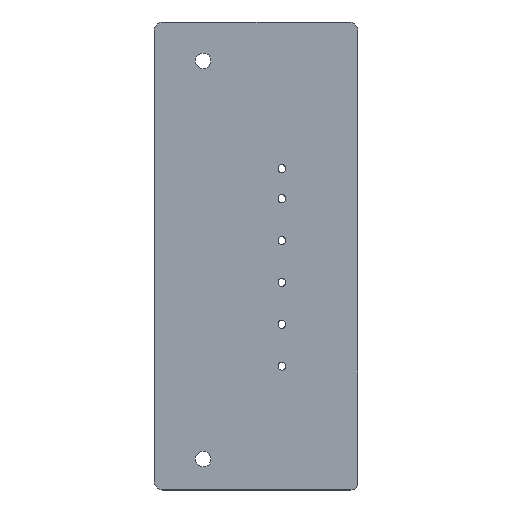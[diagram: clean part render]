
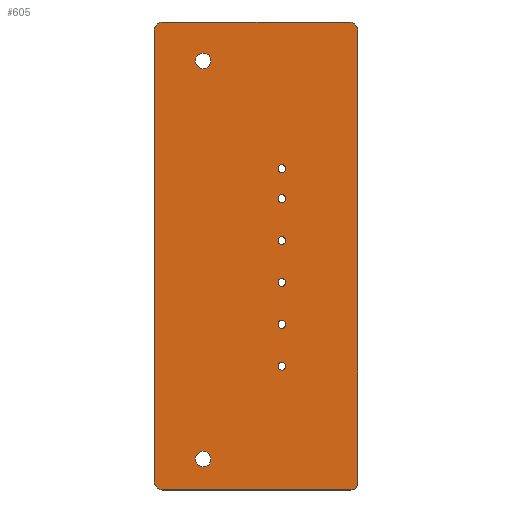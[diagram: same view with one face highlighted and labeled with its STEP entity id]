
A CAD part, top view. The second image highlights one B-rep face of the part: STEP entity #605.
In plain terms, the highlighted planar face has unit normal (0, 0, 1).
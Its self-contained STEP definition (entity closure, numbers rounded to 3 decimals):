
#52 = VERTEX_POINT('',#53);
#53 = CARTESIAN_POINT('',(1.075,0.127,0.411));
#59 = EDGE_CURVE('',#52,#60,#62,.T.);
#60 = VERTEX_POINT('',#61);
#61 = CARTESIAN_POINT('',(0.,1.202,0.411));
#62 = CIRCLE('',#63,1.075);
#63 = AXIS2_PLACEMENT_3D('',#64,#65,#66);
#64 = CARTESIAN_POINT('',(1.075,1.202,0.411));
#65 = DIRECTION('',(0.,0.,-1.));
#66 = DIRECTION('',(0.,-1.,0.));
#92 = EDGE_CURVE('',#60,#93,#95,.T.);
#93 = VERTEX_POINT('',#94);
#94 = CARTESIAN_POINT('',(0.,58.615,0.411)
  );
#95 = LINE('',#96,#97);
#96 = CARTESIAN_POINT('',(0.,1.202,0.411));
#97 = VECTOR('',#98,1.);
#98 = DIRECTION('',(0.,1.,0.));
#123 = EDGE_CURVE('',#93,#124,#126,.T.);
#124 = VERTEX_POINT('',#125);
#125 = CARTESIAN_POINT('',(1.075,59.69,0.411));
#126 = CIRCLE('',#127,1.075);
#127 = AXIS2_PLACEMENT_3D('',#128,#129,#130);
#128 = CARTESIAN_POINT('',(1.075,58.615,0.411));
#129 = DIRECTION('',(0.,0.,-1.));
#130 = DIRECTION('',(-1.,0.,0.));
#156 = EDGE_CURVE('',#124,#157,#159,.T.);
#157 = VERTEX_POINT('',#158);
#158 = CARTESIAN_POINT('',(24.833,59.69,0.411));
#159 = LINE('',#160,#161);
#160 = CARTESIAN_POINT('',(1.075,59.69,0.411));
#161 = VECTOR('',#162,1.);
#162 = DIRECTION('',(1.,0.,0.));
#187 = EDGE_CURVE('',#157,#188,#190,.T.);
#188 = VERTEX_POINT('',#189);
#189 = CARTESIAN_POINT('',(25.908,58.615,0.411));
#190 = CIRCLE('',#191,1.075);
#191 = AXIS2_PLACEMENT_3D('',#192,#193,#194);
#192 = CARTESIAN_POINT('',(24.833,58.615,0.411));
#193 = DIRECTION('',(0.,0.,-1.));
#194 = DIRECTION('',(0.,1.,0.));
#220 = EDGE_CURVE('',#188,#221,#223,.T.);
#221 = VERTEX_POINT('',#222);
#222 = CARTESIAN_POINT('',(25.908,0.994,0.411));
#223 = LINE('',#224,#225);
#224 = CARTESIAN_POINT('',(25.908,58.615,0.411));
#225 = VECTOR('',#226,1.);
#226 = DIRECTION('',(0.,-1.,0.));
#251 = EDGE_CURVE('',#221,#252,#254,.T.);
#252 = VERTEX_POINT('',#253);
#253 = CARTESIAN_POINT('',(25.041,0.127,0.411));
#254 = CIRCLE('',#255,0.867);
#255 = AXIS2_PLACEMENT_3D('',#256,#257,#258);
#256 = CARTESIAN_POINT('',(25.041,0.994,0.411));
#257 = DIRECTION('',(0.,0.,-1.));
#258 = DIRECTION('',(1.,0.,0.));
#284 = EDGE_CURVE('',#252,#52,#285,.T.);
#285 = LINE('',#286,#287);
#286 = CARTESIAN_POINT('',(25.041,0.127,0.411));
#287 = VECTOR('',#288,1.);
#288 = DIRECTION('',(-1.,0.,0.));
#308 = VERTEX_POINT('',#309);
#309 = CARTESIAN_POINT('',(7.223,4.064,0.411));
#315 = EDGE_CURVE('',#308,#308,#316,.T.);
#316 = CIRCLE('',#317,1.);
#317 = AXIS2_PLACEMENT_3D('',#318,#319,#320);
#318 = CARTESIAN_POINT('',(6.223,4.064,0.411));
#319 = DIRECTION('',(0.,0.,1.));
#320 = DIRECTION('',(1.,0.,0.));
#341 = VERTEX_POINT('',#342);
#342 = CARTESIAN_POINT('',(16.756,37.211,0.411));
#348 = EDGE_CURVE('',#341,#341,#349,.T.);
#349 = CIRCLE('',#350,0.5);
#350 = AXIS2_PLACEMENT_3D('',#351,#352,#353);
#351 = CARTESIAN_POINT('',(16.256,37.211,0.411));
#352 = DIRECTION('',(0.,0.,1.));
#353 = DIRECTION('',(1.,0.,0.));
#374 = VERTEX_POINT('',#375);
#375 = CARTESIAN_POINT('',(7.223,54.737,0.411));
#381 = EDGE_CURVE('',#374,#374,#382,.T.);
#382 = CIRCLE('',#383,1.);
#383 = AXIS2_PLACEMENT_3D('',#384,#385,#386);
#384 = CARTESIAN_POINT('',(6.223,54.737,0.411));
#385 = DIRECTION('',(0.,0.,1.));
#386 = DIRECTION('',(1.,0.,0.));
#407 = VERTEX_POINT('',#408);
#408 = CARTESIAN_POINT('',(16.756,41.021,0.411));
#414 = EDGE_CURVE('',#407,#407,#415,.T.);
#415 = CIRCLE('',#416,0.5);
#416 = AXIS2_PLACEMENT_3D('',#417,#418,#419);
#417 = CARTESIAN_POINT('',(16.256,41.021,0.411));
#418 = DIRECTION('',(0.,0.,1.));
#419 = DIRECTION('',(1.,0.,0.));
#440 = VERTEX_POINT('',#441);
#441 = CARTESIAN_POINT('',(16.756,21.209,0.411));
#447 = EDGE_CURVE('',#440,#440,#448,.T.);
#448 = CIRCLE('',#449,0.5);
#449 = AXIS2_PLACEMENT_3D('',#450,#451,#452);
#450 = CARTESIAN_POINT('',(16.256,21.209,0.411));
#451 = DIRECTION('',(0.,0.,1.));
#452 = DIRECTION('',(1.,0.,0.));
#473 = VERTEX_POINT('',#474);
#474 = CARTESIAN_POINT('',(16.756,15.875,0.411));
#480 = EDGE_CURVE('',#473,#473,#481,.T.);
#481 = CIRCLE('',#482,0.5);
#482 = AXIS2_PLACEMENT_3D('',#483,#484,#485);
#483 = CARTESIAN_POINT('',(16.256,15.875,0.411));
#484 = DIRECTION('',(0.,0.,1.));
#485 = DIRECTION('',(1.,0.,0.));
#506 = VERTEX_POINT('',#507);
#507 = CARTESIAN_POINT('',(16.756,31.877,0.411));
#513 = EDGE_CURVE('',#506,#506,#514,.T.);
#514 = CIRCLE('',#515,0.5);
#515 = AXIS2_PLACEMENT_3D('',#516,#517,#518);
#516 = CARTESIAN_POINT('',(16.256,31.877,0.411));
#517 = DIRECTION('',(0.,0.,1.));
#518 = DIRECTION('',(1.,0.,0.));
#539 = VERTEX_POINT('',#540);
#540 = CARTESIAN_POINT('',(16.756,26.543,0.411));
#546 = EDGE_CURVE('',#539,#539,#547,.T.);
#547 = CIRCLE('',#548,0.5);
#548 = AXIS2_PLACEMENT_3D('',#549,#550,#551);
#549 = CARTESIAN_POINT('',(16.256,26.543,0.411));
#550 = DIRECTION('',(0.,0.,1.));
#551 = DIRECTION('',(1.,0.,0.));
#605 = ADVANCED_FACE('',(#606,#616,#619,#622,#625,#628,#631,#634,#637),
  #640,.T.);
#606 = FACE_BOUND('',#607,.F.);
#607 = EDGE_LOOP('',(#608,#609,#610,#611,#612,#613,#614,#615));
#608 = ORIENTED_EDGE('',*,*,#59,.T.);
#609 = ORIENTED_EDGE('',*,*,#92,.T.);
#610 = ORIENTED_EDGE('',*,*,#123,.T.);
#611 = ORIENTED_EDGE('',*,*,#156,.T.);
#612 = ORIENTED_EDGE('',*,*,#187,.T.);
#613 = ORIENTED_EDGE('',*,*,#220,.T.);
#614 = ORIENTED_EDGE('',*,*,#251,.T.);
#615 = ORIENTED_EDGE('',*,*,#284,.T.);
#616 = FACE_BOUND('',#617,.T.);
#617 = EDGE_LOOP('',(#618));
#618 = ORIENTED_EDGE('',*,*,#315,.F.);
#619 = FACE_BOUND('',#620,.T.);
#620 = EDGE_LOOP('',(#621));
#621 = ORIENTED_EDGE('',*,*,#348,.F.);
#622 = FACE_BOUND('',#623,.T.);
#623 = EDGE_LOOP('',(#624));
#624 = ORIENTED_EDGE('',*,*,#381,.F.);
#625 = FACE_BOUND('',#626,.T.);
#626 = EDGE_LOOP('',(#627));
#627 = ORIENTED_EDGE('',*,*,#414,.F.);
#628 = FACE_BOUND('',#629,.T.);
#629 = EDGE_LOOP('',(#630));
#630 = ORIENTED_EDGE('',*,*,#447,.F.);
#631 = FACE_BOUND('',#632,.T.);
#632 = EDGE_LOOP('',(#633));
#633 = ORIENTED_EDGE('',*,*,#480,.F.);
#634 = FACE_BOUND('',#635,.T.);
#635 = EDGE_LOOP('',(#636));
#636 = ORIENTED_EDGE('',*,*,#513,.F.);
#637 = FACE_BOUND('',#638,.T.);
#638 = EDGE_LOOP('',(#639));
#639 = ORIENTED_EDGE('',*,*,#546,.F.);
#640 = PLANE('',#641);
#641 = AXIS2_PLACEMENT_3D('',#642,#643,#644);
#642 = CARTESIAN_POINT('',(1.075,0.127,0.411));
#643 = DIRECTION('',(0.,0.,1.));
#644 = DIRECTION('',(1.,0.,0.));
